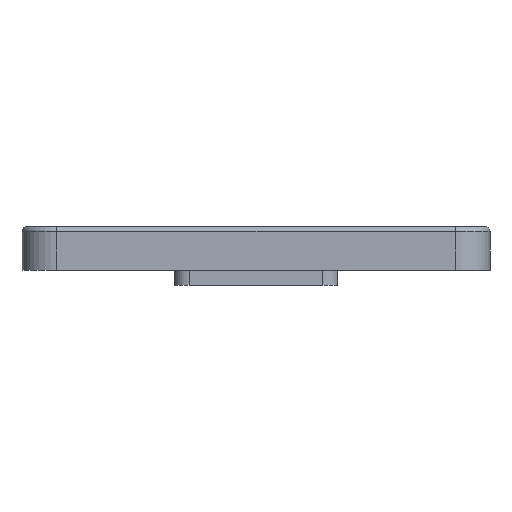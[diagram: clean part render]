
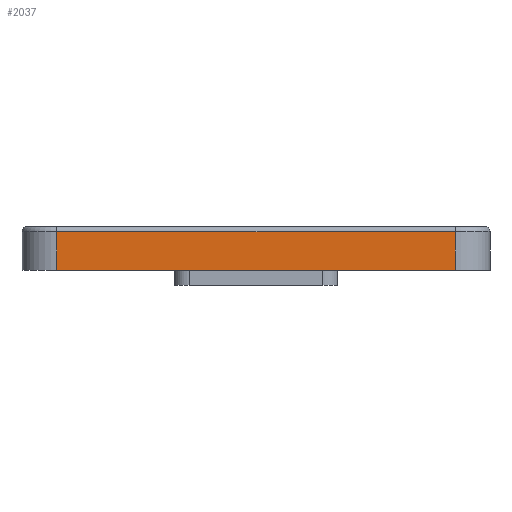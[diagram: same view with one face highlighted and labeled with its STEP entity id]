
A CAD part, left-side view. The second image highlights one B-rep face of the part: STEP entity #2037.
In plain terms, the highlighted planar face has unit normal (-1, 0, 0).
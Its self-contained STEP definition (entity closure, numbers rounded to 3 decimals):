
#44=PLANE('',#2200);
#83=LINE('',#3150,#249);
#101=LINE('',#3217,#267);
#102=LINE('',#3221,#268);
#103=LINE('',#3222,#269);
#249=VECTOR('',#2453,10.);
#267=VECTOR('',#2519,10.);
#268=VECTOR('',#2524,10.);
#269=VECTOR('',#2525,10.);
#482=FACE_OUTER_BOUND('',#608,.T.);
#608=EDGE_LOOP('',(#1438,#1439,#1440,#1441));
#885=VERTEX_POINT('',#3147);
#886=VERTEX_POINT('',#3149);
#911=VERTEX_POINT('',#3216);
#912=VERTEX_POINT('',#3220);
#1077=EDGE_CURVE('',#885,#886,#83,.T.);
#1111=EDGE_CURVE('',#886,#911,#101,.T.);
#1113=EDGE_CURVE('',#912,#885,#102,.T.);
#1114=EDGE_CURVE('',#912,#911,#103,.F.);
#1438=ORIENTED_EDGE('',*,*,#1077,.F.);
#1439=ORIENTED_EDGE('',*,*,#1113,.F.);
#1440=ORIENTED_EDGE('',*,*,#1114,.T.);
#1441=ORIENTED_EDGE('',*,*,#1111,.F.);
#2037=ADVANCED_FACE('',(#482),#44,.T.);
#2200=AXIS2_PLACEMENT_3D('',#3219,#2522,#2523);
#2453=DIRECTION('',(0.,-1.,0.));
#2519=DIRECTION('',(0.,0.,-1.));
#2522=DIRECTION('center_axis',(-1.,0.,0.));
#2523=DIRECTION('ref_axis',(0.,-1.,0.));
#2524=DIRECTION('',(0.,0.,1.));
#2525=DIRECTION('',(0.,1.,0.));
#3147=CARTESIAN_POINT('',(-23.5,20.,5.5));
#3149=CARTESIAN_POINT('',(-23.5,-20.,5.5));
#3150=CARTESIAN_POINT('',(-23.5,10.,5.5));
#3216=CARTESIAN_POINT('',(-23.5,-20.,1.6));
#3217=CARTESIAN_POINT('',(-23.5,-20.,1.6));
#3219=CARTESIAN_POINT('Origin',(-23.5,20.,1.6));
#3220=CARTESIAN_POINT('',(-23.5,20.,1.6));
#3221=CARTESIAN_POINT('',(-23.5,20.,1.6));
#3222=CARTESIAN_POINT('',(-23.5,10.,1.6));
